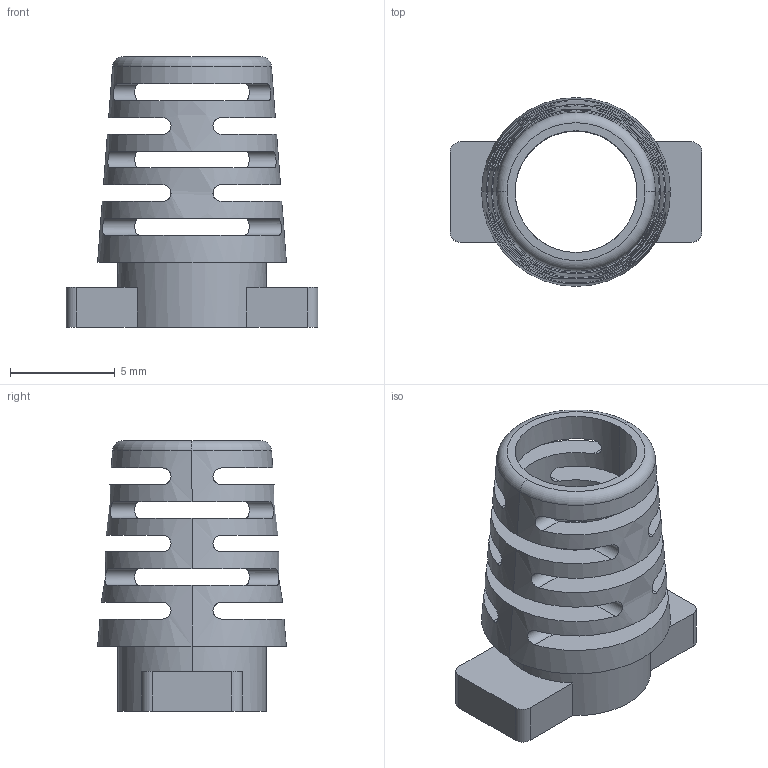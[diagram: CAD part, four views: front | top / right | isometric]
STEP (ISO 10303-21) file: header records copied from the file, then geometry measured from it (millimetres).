
FILE_DESCRIPTION(('Creo Elements/Direct Modeling STEP Export'),'2;1');
FILE_NAME('ST40X-BS(5.8).stp','2016-05-31T15:18:04',(''),(''),'Creo Elements/Direct Modeling STEP processor for AP214 (Solid Model)','Creo Elements/Direct Modeling 18.1E 22-Nov-2013 (C) Parametric Technology GmbH','');
FILE_SCHEMA(('AUTOMOTIVE_DESIGN { 1 0 10303 214 1 1 1 1 }'));
Length unit declared in the file: millimetre
Products named in the file (1): ST40X-BS(5.8)
Bounding box: 12 x 9 x 12.9 mm (x, y, z)
Volume: 266.1 mm3; surface area: 777 mm2
Topology: 1 solids, 1 shells, 66 faces, 248 edges, 178 vertices
Faces by surface type: plane 32, cylinder 30, cone 2, torus 2
Entity records: 5797 total; most frequent: CARTESIAN_POINT 3808, ORIENTED_EDGE 496, DIRECTION 330, EDGE_CURVE 248, VERTEX_POINT 178, AXIS2_PLACEMENT_3D 129, EDGE_LOOP 82, B_SPLINE_CURVE_WITH_KNOTS 80
